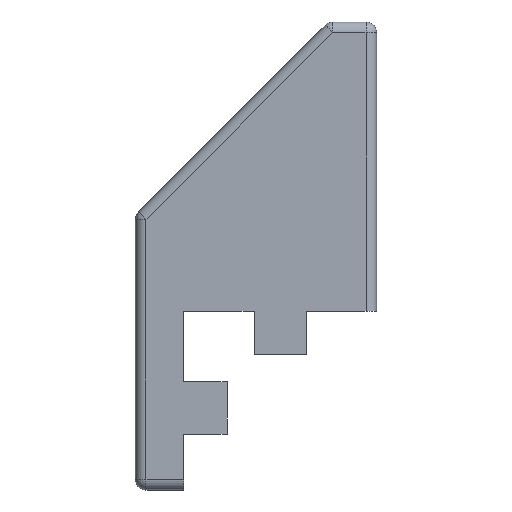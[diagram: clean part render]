
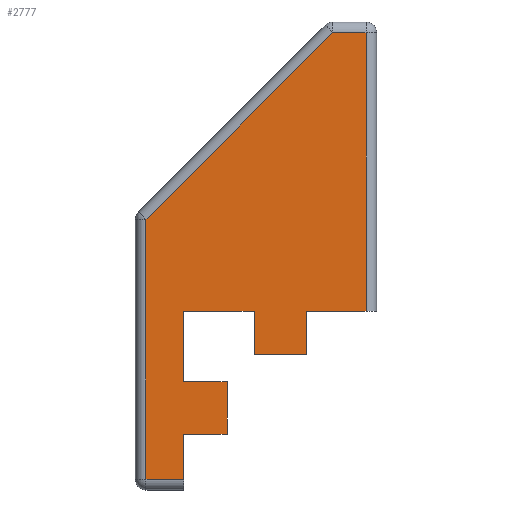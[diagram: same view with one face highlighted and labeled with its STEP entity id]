
A CAD part, left-side view. The second image highlights one B-rep face of the part: STEP entity #2777.
In plain terms, the highlighted planar face has unit normal (-1, 0, 0).
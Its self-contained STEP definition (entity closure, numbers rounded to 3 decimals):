
#17 = CARTESIAN_POINT ( 'NONE',  ( 137.5, -8.9, 38.9 ) ) ;
#94 = CARTESIAN_POINT ( 'NONE',  ( 137.5, 13.9, -7.4 ) ) ;
#103 = CARTESIAN_POINT ( 'NONE',  ( 137.5, 16.722, 16.722 ) ) ;
#109 = ORIENTED_EDGE ( 'NONE', *, *, #2053, .T. ) ;
#131 = CARTESIAN_POINT ( 'NONE',  ( 137.5, 10., -2.7 ) ) ;
#135 = LINE ( 'NONE', #673, #1856 ) ;
#193 = LINE ( 'NONE', #222, #2922 ) ;
#198 = DIRECTION ( 'NONE',  ( 0., 0., 1. ) ) ;
#203 = ORIENTED_EDGE ( 'NONE', *, *, #2949, .T. ) ;
#220 = ORIENTED_EDGE ( 'NONE', *, *, #3138, .T. ) ;
#222 = CARTESIAN_POINT ( 'NONE',  ( 137.5, 10., 10. ) ) ;
#227 = LINE ( 'NONE', #3322, #1131 ) ;
#237 = ORIENTED_EDGE ( 'NONE', *, *, #465, .T. ) ;
#248 = DIRECTION ( 'NONE',  ( 0., -1., 0. ) ) ;
#272 = DIRECTION ( 'NONE',  ( 0., -1., 0. ) ) ;
#301 = DIRECTION ( 'NONE',  ( 0., 0., 1. ) ) ;
#303 = ORIENTED_EDGE ( 'NONE', *, *, #2783, .T. ) ;
#373 = ORIENTED_EDGE ( 'NONE', *, *, #1312, .T. ) ;
#410 = DIRECTION ( 'NONE',  ( 0., -1., 0. ) ) ;
#434 = VECTOR ( 'NONE', #248, 1000. ) ;
#465 = EDGE_CURVE ( 'NONE', #2477, #1597, #765, .T. ) ;
#508 = ORIENTED_EDGE ( 'NONE', *, *, #2457, .T. ) ;
#532 = EDGE_CURVE ( 'NONE', #3007, #1903, #2723, .T. ) ;
#569 = CARTESIAN_POINT ( 'NONE',  ( 137.5, -2.7, 5.5 ) ) ;
#606 = EDGE_CURVE ( 'NONE', #1702, #741, #1692, .T. ) ;
#616 = CARTESIAN_POINT ( 'NONE',  ( 137.5, 2.7, 5.5 ) ) ;
#634 = CARTESIAN_POINT ( 'NONE',  ( 137.5, -2.7, 5.5 ) ) ;
#673 = CARTESIAN_POINT ( 'NONE',  ( 137.5, 0., 38.9 ) ) ;
#688 = CARTESIAN_POINT ( 'NONE',  ( 137.5, 10., -7.4 ) ) ;
#725 = VECTOR ( 'NONE', #2304, 1000. ) ;
#731 = DIRECTION ( 'NONE',  ( 0., -1., 0. ) ) ;
#741 = VERTEX_POINT ( 'NONE', #2392 ) ;
#752 = LINE ( 'NONE', #3396, #1368 ) ;
#760 = VECTOR ( 'NONE', #1015, 1000. ) ;
#765 = LINE ( 'NONE', #2676, #1105 ) ;
#772 = LINE ( 'NONE', #1000, #434 ) ;
#781 = LINE ( 'NONE', #1818, #2743 ) ;
#870 = DIRECTION ( 'NONE',  ( 0., 0., -1. ) ) ;
#1000 = CARTESIAN_POINT ( 'NONE',  ( 137.5, -2.7, 10. ) ) ;
#1015 = DIRECTION ( 'NONE',  ( 0., 1., 0. ) ) ;
#1028 = CARTESIAN_POINT ( 'NONE',  ( 137.5, 10., 2.7 ) ) ;
#1033 = ORIENTED_EDGE ( 'NONE', *, *, #2653, .T. ) ;
#1066 = VERTEX_POINT ( 'NONE', #1605 ) ;
#1105 = VECTOR ( 'NONE', #272, 1000. ) ;
#1131 = VECTOR ( 'NONE', #1271, 1000. ) ;
#1133 = EDGE_CURVE ( 'NONE', #1597, #2428, #2979, .T. ) ;
#1196 = VECTOR ( 'NONE', #410, 1000. ) ;
#1238 = PLANE ( 'NONE',  #3091 ) ;
#1254 = EDGE_CURVE ( 'NONE', #1903, #1991, #1426, .T. ) ;
#1266 = CARTESIAN_POINT ( 'NONE',  ( 137.5, 10., -2.7 ) ) ;
#1271 = DIRECTION ( 'NONE',  ( 0., -1., 0. ) ) ;
#1299 = VECTOR ( 'NONE', #301, 1000. ) ;
#1312 = EDGE_CURVE ( 'NONE', #2230, #1540, #781, .T. ) ;
#1368 = VECTOR ( 'NONE', #198, 1000. ) ;
#1426 = LINE ( 'NONE', #3051, #1473 ) ;
#1443 = VERTEX_POINT ( 'NONE', #2302 ) ;
#1473 = VECTOR ( 'NONE', #3031, 1000. ) ;
#1512 = ORIENTED_EDGE ( 'NONE', *, *, #1133, .T. ) ;
#1538 = FACE_OUTER_BOUND ( 'NONE', #2056, .T. ) ;
#1540 = VERTEX_POINT ( 'NONE', #17 ) ;
#1542 = ORIENTED_EDGE ( 'NONE', *, *, #2717, .T. ) ;
#1573 = VERTEX_POINT ( 'NONE', #2426 ) ;
#1597 = VERTEX_POINT ( 'NONE', #634 ) ;
#1605 = CARTESIAN_POINT ( 'NONE',  ( 137.5, 5.5, 2.7 ) ) ;
#1692 = LINE ( 'NONE', #1266, #725 ) ;
#1699 = CARTESIAN_POINT ( 'NONE',  ( 137.5, 13.9, 19.544 ) ) ;
#1701 = LINE ( 'NONE', #131, #1196 ) ;
#1702 = VERTEX_POINT ( 'NONE', #688 ) ;
#1770 = VERTEX_POINT ( 'NONE', #2929 ) ;
#1818 = CARTESIAN_POINT ( 'NONE',  ( 137.5, -8.9, 0. ) ) ;
#1825 = DIRECTION ( 'NONE',  ( 0., 0., -1. ) ) ;
#1856 = VECTOR ( 'NONE', #3312, 1000. ) ;
#1868 = DIRECTION ( 'NONE',  ( 0., 0., 1. ) ) ;
#1903 = VERTEX_POINT ( 'NONE', #1699 ) ;
#1917 = VECTOR ( 'NONE', #870, 1000. ) ;
#1925 = CARTESIAN_POINT ( 'NONE',  ( 137.5, 10., 2.7 ) ) ;
#1964 = CARTESIAN_POINT ( 'NONE',  ( 137.5, -5.456, 38.9 ) ) ;
#1991 = VERTEX_POINT ( 'NONE', #94 ) ;
#2005 = ORIENTED_EDGE ( 'NONE', *, *, #532, .T. ) ;
#2053 = EDGE_CURVE ( 'NONE', #1991, #1702, #227, .T. ) ;
#2054 = CARTESIAN_POINT ( 'NONE',  ( 137.5, 0., 0. ) ) ;
#2056 = EDGE_LOOP ( 'NONE', ( #1542, #373, #1033, #2005, #2830, #109, #2185, #203, #220, #2567, #303, #508, #2407, #237, #1512 ) ) ;
#2185 = ORIENTED_EDGE ( 'NONE', *, *, #606, .T. ) ;
#2230 = VERTEX_POINT ( 'NONE', #2345 ) ;
#2288 = CARTESIAN_POINT ( 'NONE',  ( 137.5, 2.7, 5.5 ) ) ;
#2298 = DIRECTION ( 'NONE',  ( 0., 0., 1. ) ) ;
#2302 = CARTESIAN_POINT ( 'NONE',  ( 137.5, 10., 10. ) ) ;
#2304 = DIRECTION ( 'NONE',  ( 0., 0., 1. ) ) ;
#2336 = LINE ( 'NONE', #2877, #760 ) ;
#2345 = CARTESIAN_POINT ( 'NONE',  ( 137.5, -8.9, 10. ) ) ;
#2392 = CARTESIAN_POINT ( 'NONE',  ( 137.5, 10., -2.7 ) ) ;
#2407 = ORIENTED_EDGE ( 'NONE', *, *, #2966, .T. ) ;
#2426 = CARTESIAN_POINT ( 'NONE',  ( 137.5, 5.5, -2.7 ) ) ;
#2428 = VERTEX_POINT ( 'NONE', #3095 ) ;
#2457 = EDGE_CURVE ( 'NONE', #1443, #1770, #193, .T. ) ;
#2477 = VERTEX_POINT ( 'NONE', #2288 ) ;
#2496 = VECTOR ( 'NONE', #3258, 1000. ) ;
#2567 = ORIENTED_EDGE ( 'NONE', *, *, #2822, .T. ) ;
#2599 = LINE ( 'NONE', #1028, #3248 ) ;
#2653 = EDGE_CURVE ( 'NONE', #1540, #3007, #135, .T. ) ;
#2676 = CARTESIAN_POINT ( 'NONE',  ( 137.5, 2.7, 5.5 ) ) ;
#2717 = EDGE_CURVE ( 'NONE', #2428, #2230, #772, .T. ) ;
#2723 = LINE ( 'NONE', #103, #2496 ) ;
#2730 = LINE ( 'NONE', #616, #1917 ) ;
#2743 = VECTOR ( 'NONE', #1868, 1000. ) ;
#2777 = ADVANCED_FACE ( 'NONE', ( #1538 ), #1238, .F. ) ;
#2783 = EDGE_CURVE ( 'NONE', #3354, #1443, #2599, .T. ) ;
#2822 = EDGE_CURVE ( 'NONE', #1066, #3354, #2336, .T. ) ;
#2830 = ORIENTED_EDGE ( 'NONE', *, *, #1254, .T. ) ;
#2877 = CARTESIAN_POINT ( 'NONE',  ( 137.5, 10., 2.7 ) ) ;
#2922 = VECTOR ( 'NONE', #731, 1000. ) ;
#2929 = CARTESIAN_POINT ( 'NONE',  ( 137.5, 2.7, 10. ) ) ;
#2949 = EDGE_CURVE ( 'NONE', #741, #1573, #1701, .T. ) ;
#2966 = EDGE_CURVE ( 'NONE', #1770, #2477, #2730, .T. ) ;
#2979 = LINE ( 'NONE', #569, #1299 ) ;
#3007 = VERTEX_POINT ( 'NONE', #1964 ) ;
#3031 = DIRECTION ( 'NONE',  ( 0., 0., -1. ) ) ;
#3051 = CARTESIAN_POINT ( 'NONE',  ( 137.5, 13.9, 0. ) ) ;
#3091 = AXIS2_PLACEMENT_3D ( 'NONE', #2054, #3412, #1825 ) ;
#3095 = CARTESIAN_POINT ( 'NONE',  ( 137.5, -2.7, 10. ) ) ;
#3138 = EDGE_CURVE ( 'NONE', #1573, #1066, #752, .T. ) ;
#3248 = VECTOR ( 'NONE', #2298, 1000. ) ;
#3258 = DIRECTION ( 'NONE',  ( 0., 0.707, -0.707 ) ) ;
#3312 = DIRECTION ( 'NONE',  ( 0., 1., 0. ) ) ;
#3322 = CARTESIAN_POINT ( 'NONE',  ( 137.5, 0., -7.4 ) ) ;
#3354 = VERTEX_POINT ( 'NONE', #1925 ) ;
#3396 = CARTESIAN_POINT ( 'NONE',  ( 137.5, 5.5, -2.7 ) ) ;
#3412 = DIRECTION ( 'NONE',  ( 1., 0., 0. ) ) ;
